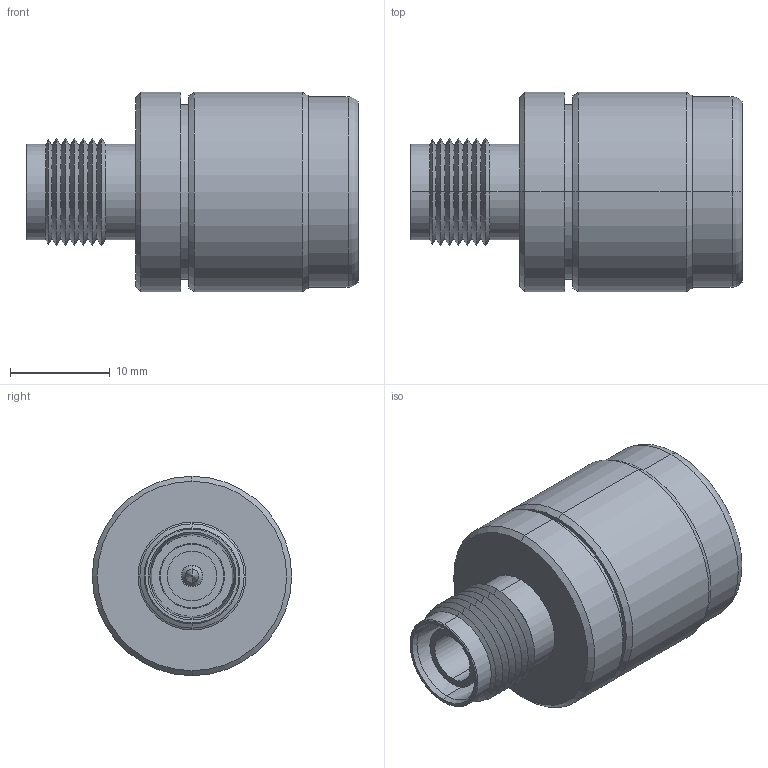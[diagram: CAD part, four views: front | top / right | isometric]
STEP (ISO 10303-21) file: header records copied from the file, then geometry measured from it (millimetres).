
FILE_DESCRIPTION (( 'STEP AP203' ), '1' );
FILE_NAME ('AXA-NMRTJ.STEP', '2014-09-25T20:32:01', ( 'x' ), ( '' ), 'SwSTEP 2.0', 'SolidWorks 2014', '' );
FILE_SCHEMA (( 'CONFIG_CONTROL_DESIGN' ));
Length unit declared in the file: millimetre
Products named in the file (1): AXA-NMRTJ
Bounding box: 33.3 x 20 x 20 mm (x, y, z)
Volume: 5375.8 mm3; surface area: 5259 mm2
Topology: 1 solids, 1 shells, 161 faces, 344 edges, 203 vertices
Faces by surface type: cone 78, cylinder 44, plane 35, sphere 2, torus 2
Entity records: 4441 total; most frequent: DIRECTION 846, CARTESIAN_POINT 757, ORIENTED_EDGE 688, AXIS2_PLACEMENT_3D 348, EDGE_CURVE 344, VERTEX_POINT 203, CIRCLE 186, EDGE_LOOP 179
